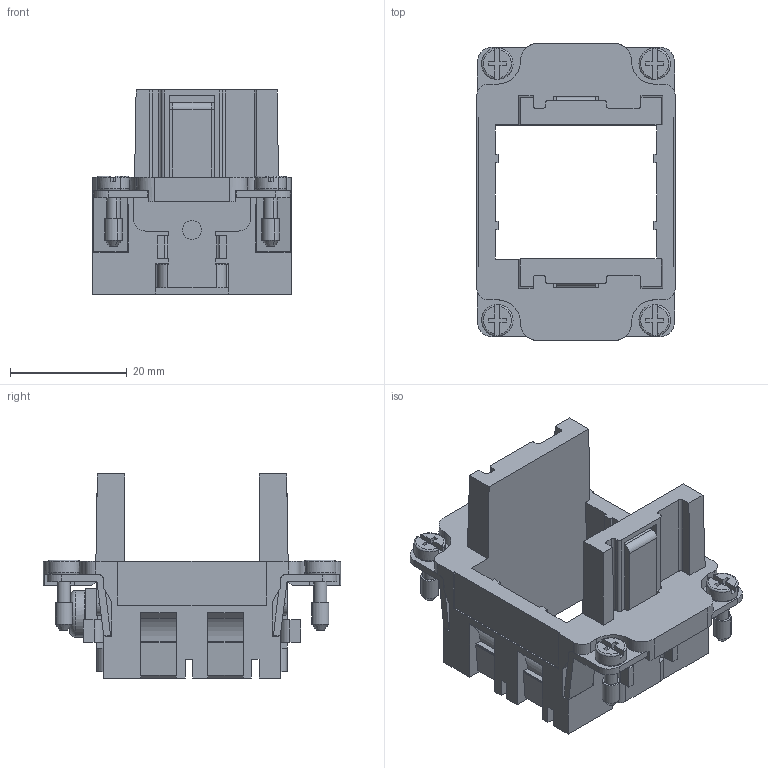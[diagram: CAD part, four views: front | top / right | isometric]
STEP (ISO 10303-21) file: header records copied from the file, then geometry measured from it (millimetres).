
FILE_DESCRIPTION(('CATIA V5 STEP Exchange','CAx-IF Rec.Pracs.--- Model Styling and Organization---1.2---2011-12-15'),'2;1');
FILE_NAME ('020620-3_1', '2018-08-28T16:05:32+00:00', ('none'), ('Weidmueller'), 'CATIA Version 5-6 Release 2014', 'CATIA V5 STEP AP214', 'none');
FILE_SCHEMA(('AUTOMOTIVE_DESIGN { 1 0 10303 214 1 1 1 1 }'));
Length unit declared in the file: millimetre
Products named in the file (1): 1758450000
Bounding box: 34 x 51 x 35 mm (x, y, z)
Volume: 11685.1 mm3; surface area: 13965.9 mm2
Topology: 9 solids, 9 shells, 609 faces, 1766 edges, 1178 vertices
Faces by surface type: plane 451, cylinder 130, torus 18, cone 10
Entity records: 18443 total; most frequent: ORIENTED_EDGE 3532, CARTESIAN_POINT 3394, DIRECTION 2440, EDGE_CURVE 1766, VECTOR 1390, LINE 1390, VERTEX_POINT 1178, AXIS2_PLACEMENT_3D 698
